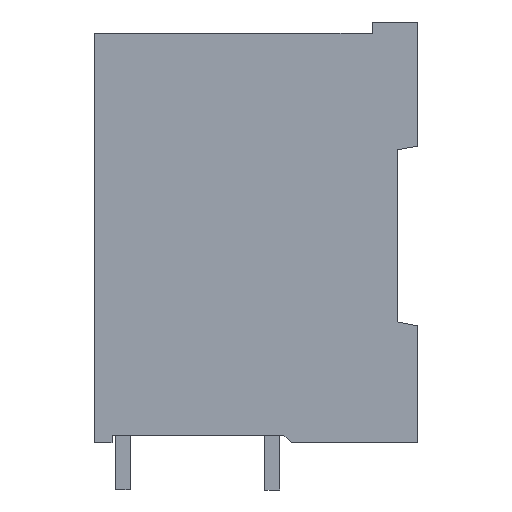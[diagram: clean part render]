
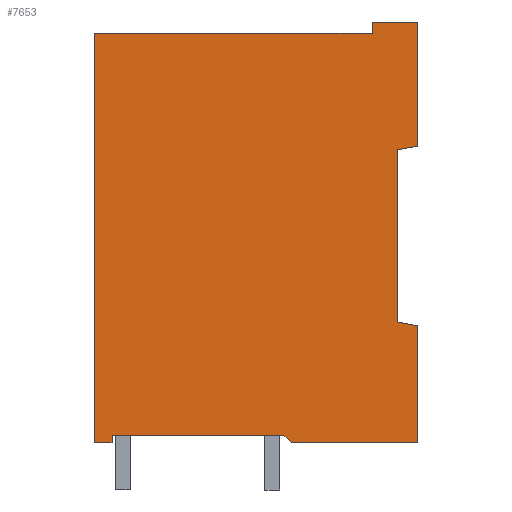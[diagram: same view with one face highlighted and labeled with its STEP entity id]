
A CAD part, left-side view. The second image highlights one B-rep face of the part: STEP entity #7653.
In plain terms, the highlighted planar face has unit normal (-1, 0, 0).
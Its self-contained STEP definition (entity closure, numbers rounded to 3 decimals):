
#7573=AXIS2_PLACEMENT_3D('Plane Axis2P3D',#7570,#7571,#7572) ;
#3681=CARTESIAN_POINT('Line Origine',(0.,0.7,23.277)) ;
#3685=CARTESIAN_POINT('Vertex',(0.,1.4,23.153)) ;
#3687=CARTESIAN_POINT('Vertex',(0.,0.,23.4)) ;
#5513=CARTESIAN_POINT('Line Origine',(0.,21.4,3.2)) ;
#5517=CARTESIAN_POINT('Vertex',(0.,22.,3.2)) ;
#5519=CARTESIAN_POINT('Vertex',(0.,20.8,3.2)) ;
#5564=CARTESIAN_POINT('Vertex',(0.,20.8,3.7)) ;
#5567=CARTESIAN_POINT('Line Origine',(0.,20.8,3.45)) ;
#5579=CARTESIAN_POINT('Line Origine',(0.,4.3,3.2)) ;
#5583=CARTESIAN_POINT('Vertex',(0.,8.6,3.2)) ;
#5585=CARTESIAN_POINT('Vertex',(0.,0.,3.2)) ;
#7570=CARTESIAN_POINT('Axis2P3D Location',(0.,22.,0.)) ;
#7575=CARTESIAN_POINT('Line Origine',(0.,11.,3.7)) ;
#7579=CARTESIAN_POINT('Vertex',(0.,9.1,3.7)) ;
#7583=CARTESIAN_POINT('Control Point',(0.,9.1,3.7)) ;
#7584=CARTESIAN_POINT('Control Point',(0.,8.6,3.2)) ;
#7586=CARTESIAN_POINT('Line Origine',(0.,0.,17.525)) ;
#7590=CARTESIAN_POINT('Vertex',(0.,0.,11.17)) ;
#7594=CARTESIAN_POINT('Control Point',(0.,0.,11.17)) ;
#7595=CARTESIAN_POINT('Control Point',(0.,1.4,11.439)) ;
#7596=CARTESIAN_POINT('Vertex',(0.,1.4,11.439)) ;
#7599=CARTESIAN_POINT('Line Origine',(0.,1.4,17.525)) ;
#7604=CARTESIAN_POINT('Line Origine',(0.,0.,17.525)) ;
#7608=CARTESIAN_POINT('Vertex',(0.,0.,31.85)) ;
#7611=CARTESIAN_POINT('Line Origine',(0.,11.,31.85)) ;
#7615=CARTESIAN_POINT('Vertex',(0.,3.1,31.85)) ;
#7618=CARTESIAN_POINT('Line Origine',(0.,3.1,17.525)) ;
#7622=CARTESIAN_POINT('Vertex',(0.,3.1,31.08)) ;
#7625=CARTESIAN_POINT('Line Origine',(0.,11.,31.08)) ;
#7629=CARTESIAN_POINT('Vertex',(0.,22.,31.08)) ;
#7632=CARTESIAN_POINT('Line Origine',(0.,22.,17.525)) ;
#3682=DIRECTION('Vector Direction',(0.,-0.985,0.174)) ;
#5514=DIRECTION('Vector Direction',(0.,-1.,0.)) ;
#5568=DIRECTION('Vector Direction',(0.,0.,-1.)) ;
#5580=DIRECTION('Vector Direction',(0.,-1.,0.)) ;
#7571=DIRECTION('Axis2P3D Direction',(-1.,0.,0.)) ;
#7572=DIRECTION('Axis2P3D XDirection',(0.,-1.,0.)) ;
#7576=DIRECTION('Vector Direction',(0.,-1.,0.)) ;
#7587=DIRECTION('Vector Direction',(0.,0.,1.)) ;
#7600=DIRECTION('Vector Direction',(0.,0.,1.)) ;
#7605=DIRECTION('Vector Direction',(0.,0.,1.)) ;
#7612=DIRECTION('Vector Direction',(0.,-1.,0.)) ;
#7619=DIRECTION('Vector Direction',(0.,0.,1.)) ;
#7626=DIRECTION('Vector Direction',(0.,-1.,0.)) ;
#7633=DIRECTION('Vector Direction',(0.,0.,1.)) ;
#3683=VECTOR('Line Direction',#3682,1.) ;
#5515=VECTOR('Line Direction',#5514,1.) ;
#5569=VECTOR('Line Direction',#5568,1.) ;
#5581=VECTOR('Line Direction',#5580,1.) ;
#7577=VECTOR('Line Direction',#7576,1.) ;
#7588=VECTOR('Line Direction',#7587,1.) ;
#7601=VECTOR('Line Direction',#7600,1.) ;
#7606=VECTOR('Line Direction',#7605,1.) ;
#7613=VECTOR('Line Direction',#7612,1.) ;
#7620=VECTOR('Line Direction',#7619,1.) ;
#7627=VECTOR('Line Direction',#7626,1.) ;
#7634=VECTOR('Line Direction',#7633,1.) ;
#7638=ORIENTED_EDGE('',*,*,#5521,.T.) ;
#7639=ORIENTED_EDGE('',*,*,#5571,.F.) ;
#7640=ORIENTED_EDGE('',*,*,#7581,.T.) ;
#7641=ORIENTED_EDGE('',*,*,#7585,.T.) ;
#7642=ORIENTED_EDGE('',*,*,#5587,.T.) ;
#7643=ORIENTED_EDGE('',*,*,#7592,.T.) ;
#7644=ORIENTED_EDGE('',*,*,#7598,.T.) ;
#7645=ORIENTED_EDGE('',*,*,#7603,.T.) ;
#7646=ORIENTED_EDGE('',*,*,#3689,.T.) ;
#7647=ORIENTED_EDGE('',*,*,#7610,.T.) ;
#7648=ORIENTED_EDGE('',*,*,#7617,.T.) ;
#7649=ORIENTED_EDGE('',*,*,#7624,.T.) ;
#7650=ORIENTED_EDGE('',*,*,#7631,.T.) ;
#7651=ORIENTED_EDGE('',*,*,#7636,.T.) ;
#7653=ADVANCED_FACE('Model',(#7652),#7574,.T.) ;
#7582=B_SPLINE_CURVE_WITH_KNOTS('',1,(#7583,#7584),.UNSPECIFIED.,.F.,.U.,(2,2),(-0.354,0.354),.UNSPECIFIED.) ;
#7593=B_SPLINE_CURVE_WITH_KNOTS('',1,(#7594,#7595),.UNSPECIFIED.,.F.,.U.,(2,2),(-0.713,0.713),.UNSPECIFIED.) ;
#3689=EDGE_CURVE('',#3686,#3688,#3684,.T.) ;
#5521=EDGE_CURVE('',#5518,#5520,#5516,.T.) ;
#5571=EDGE_CURVE('',#5565,#5520,#5570,.T.) ;
#5587=EDGE_CURVE('',#5584,#5586,#5582,.T.) ;
#7581=EDGE_CURVE('',#5565,#7580,#7578,.T.) ;
#7585=EDGE_CURVE('',#7580,#5584,#7582,.T.) ;
#7592=EDGE_CURVE('',#5586,#7591,#7589,.T.) ;
#7598=EDGE_CURVE('',#7591,#7597,#7593,.T.) ;
#7603=EDGE_CURVE('',#7597,#3686,#7602,.T.) ;
#7610=EDGE_CURVE('',#3688,#7609,#7607,.T.) ;
#7617=EDGE_CURVE('',#7609,#7616,#7614,.F.) ;
#7624=EDGE_CURVE('',#7616,#7623,#7621,.F.) ;
#7631=EDGE_CURVE('',#7623,#7630,#7628,.F.) ;
#7636=EDGE_CURVE('',#7630,#5518,#7635,.F.) ;
#7637=EDGE_LOOP('',(#7638,#7639,#7640,#7641,#7642,#7643,#7644,#7645,#7646,#7647,#7648,#7649,#7650,#7651)) ;
#7652=FACE_OUTER_BOUND('',#7637,.T.) ;
#3684=LINE('Line',#3681,#3683) ;
#5516=LINE('Line',#5513,#5515) ;
#5570=LINE('Line',#5567,#5569) ;
#5582=LINE('Line',#5579,#5581) ;
#7578=LINE('Line',#7575,#7577) ;
#7589=LINE('Line',#7586,#7588) ;
#7602=LINE('Line',#7599,#7601) ;
#7607=LINE('Line',#7604,#7606) ;
#7614=LINE('Line',#7611,#7613) ;
#7621=LINE('Line',#7618,#7620) ;
#7628=LINE('Line',#7625,#7627) ;
#7635=LINE('Line',#7632,#7634) ;
#7574=PLANE('',#7573) ;
#3686=VERTEX_POINT('',#3685) ;
#3688=VERTEX_POINT('',#3687) ;
#5518=VERTEX_POINT('',#5517) ;
#5520=VERTEX_POINT('',#5519) ;
#5565=VERTEX_POINT('',#5564) ;
#5584=VERTEX_POINT('',#5583) ;
#5586=VERTEX_POINT('',#5585) ;
#7580=VERTEX_POINT('',#7579) ;
#7591=VERTEX_POINT('',#7590) ;
#7597=VERTEX_POINT('',#7596) ;
#7609=VERTEX_POINT('',#7608) ;
#7616=VERTEX_POINT('',#7615) ;
#7623=VERTEX_POINT('',#7622) ;
#7630=VERTEX_POINT('',#7629) ;
